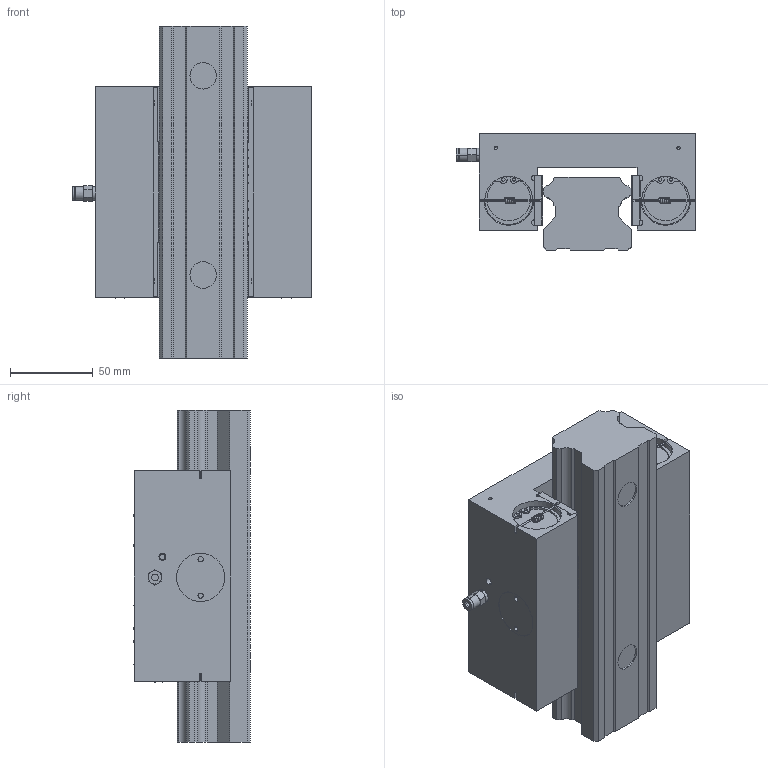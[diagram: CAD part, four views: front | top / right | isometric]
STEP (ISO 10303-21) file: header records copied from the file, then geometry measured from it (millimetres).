
FILE_DESCRIPTION (( 'STEP AP203' ), '1' );
FILE_NAME ('968261_RevC.step', '2016-12-27T17:37:41', ( 'vetsch' ), ( 'Microsoft' ), 'SwSTEP 2.0', 'SolidWorks 2016', '' );
FILE_SCHEMA (( 'CONFIG_CONTROL_DESIGN' ));
Length unit declared in the file: millimetre
Products named in the file (1): 968261_RevC
Bounding box: 144.3 x 70.4 x 200 mm (x, y, z)
Volume: 1070129.3 mm3; surface area: 134131.5 mm2
Topology: 28 solids, 47 shells, 1414 faces, 3246 edges, 1932 vertices
Faces by surface type: cylinder 516, cone 452, plane 298, sphere 96, torus 28, bspline 24
Entity records: 45575 total; most frequent: CARTESIAN_POINT 13489, DIRECTION 7172, ORIENTED_EDGE 6372, EDGE_CURVE 3186, AXIS2_PLACEMENT_3D 2827, VERTEX_POINT 1928, VECTOR 1518, LINE 1518
